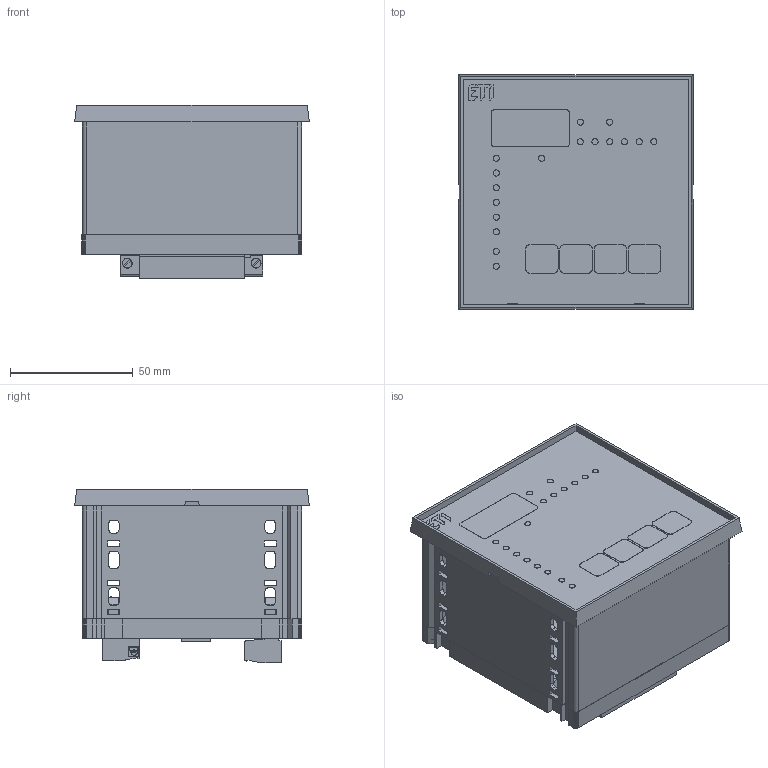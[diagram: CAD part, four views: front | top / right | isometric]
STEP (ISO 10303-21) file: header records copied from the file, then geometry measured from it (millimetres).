
FILE_DESCRIPTION((''),'2;1');
FILE_NAME('ENA3_ASM','2024-08-07T14:51:25',('klemen.sitar'),('Audax d.o.o.'),'CREO PARAMETRIC BY PTC INC, 2021304','CREO PARAMETRIC BY PTC INC, 2021304','');
FILE_SCHEMA(('AP242_MANAGED_MODEL_BASED_3D_ENGINEERING_MIM_LF { 1 0 10303 442 1 1 4 }'));
Products named in the file (35): FRONT_PFC6DB; 955012611; SH06-7_5; PV06-7_5-P; SH08-7_5; 96X96; 96X96_BK; ESTRUSIONE-ESTRUSIONE1_20__1; ESTRUSIONE-ESTRUSIONE1_19__1; ESTRUSIONE-ESTRUSIONE1_21__1; ESTRUSIONE-ESTRUSIONE1_18__1; ESTRUSIONE-ESTRUSIONE1_17__1; ESTRUSIONE-ESTRUSIONE1_16__1; ESTRUSIONE-ESTRUSIONE1_15__1; ESTRUSIONE-ESTRUSIONE1_14__1; ESTRUSIONE-ESTRUSIONE1_13__1; ESTRUSIONE-ESTRUSIONE1_12__1; ESTRUSIONE-ESTRUSIONE1_11__1; ESTRUSIONE-ESTRUSIONE1_10__1; ESTRUSIONE-ESTRUSIONE1_9__1; ESTRUSIONE-ESTRUSIONE1_8__1; ESTRUSIONE-ESTRUSIONE1_7__1; ESTRUSIONE-ESTRUSIONE1_6__1; ESTRUSIONE-ESTRUSIONE1_5__1; ESTRUSIONE-ESTRUSIONE1_4__1; ESTRUSIONE-ESTRUSIONE1_3__1; ESTRUSIONE-ESTRUSIONE1_2__1; ESTRUSIONE-ESTRUSIONE1_1__1; ESTRUSIONE-ESTRUSIONE1_22__1; ESTRUSIONE-ESTRUSIONE1_23__1; ESTRUSIONE-ESTRUSIONE1_24__1; ESTRUSIONE-ESTRUSIONE1_25__1; FRONT_PFC6DB__ASM; PV08-7_5-P; ENA3_ASM
Assembly tree (34 placements, depth 3):
  ENA3_ASM
    FRONT_PFC6DB
    955012611
    SH06-7_5
    PV06-7_5-P
    SH08-7_5
    96X96
    96X96_BK
    FRONT_PFC6DB__ASM
      ESTRUSIONE-ESTRUSIONE1_20__1
      ESTRUSIONE-ESTRUSIONE1_19__1
      ESTRUSIONE-ESTRUSIONE1_21__1
      ESTRUSIONE-ESTRUSIONE1_18__1
      ESTRUSIONE-ESTRUSIONE1_17__1
      ESTRUSIONE-ESTRUSIONE1_16__1
      ESTRUSIONE-ESTRUSIONE1_15__1
      ESTRUSIONE-ESTRUSIONE1_14__1
      ESTRUSIONE-ESTRUSIONE1_13__1
      ESTRUSIONE-ESTRUSIONE1_12__1
      ESTRUSIONE-ESTRUSIONE1_11__1
      ESTRUSIONE-ESTRUSIONE1_10__1
      ESTRUSIONE-ESTRUSIONE1_9__1
      ESTRUSIONE-ESTRUSIONE1_8__1
      ESTRUSIONE-ESTRUSIONE1_7__1
      ESTRUSIONE-ESTRUSIONE1_6__1
      ESTRUSIONE-ESTRUSIONE1_5__1
      ESTRUSIONE-ESTRUSIONE1_4__1
      ESTRUSIONE-ESTRUSIONE1_3__1
      ESTRUSIONE-ESTRUSIONE1_2__1
      ESTRUSIONE-ESTRUSIONE1_1__1
      ESTRUSIONE-ESTRUSIONE1_22__1
      ESTRUSIONE-ESTRUSIONE1_23__1
      ESTRUSIONE-ESTRUSIONE1_24__1
      ESTRUSIONE-ESTRUSIONE1_25__1
    PV08-7_5-P
Bounding box: 95.7 x 95.7 x 70.9 mm (x, y, z)
Volume: 64700.1 mm3; surface area: 108042.8 mm2
Topology: 29 solids, 47 shells, 2776 faces, 7337 edges, 4798 vertices
Faces by surface type: plane 2125, cylinder 491, extrusion 112, cone 40, sphere 8
Entity records: 132061 total; most frequent: CARTESIAN_POINT 16712, ORIENTED_EDGE 14415, DIRECTION 13941, PRESENTATION_STYLE_ASSIGNMENT 10290, STYLED_ITEM 10290, CURVE_STYLE 7477, EDGE_CURVE 7329, VECTOR 5935
